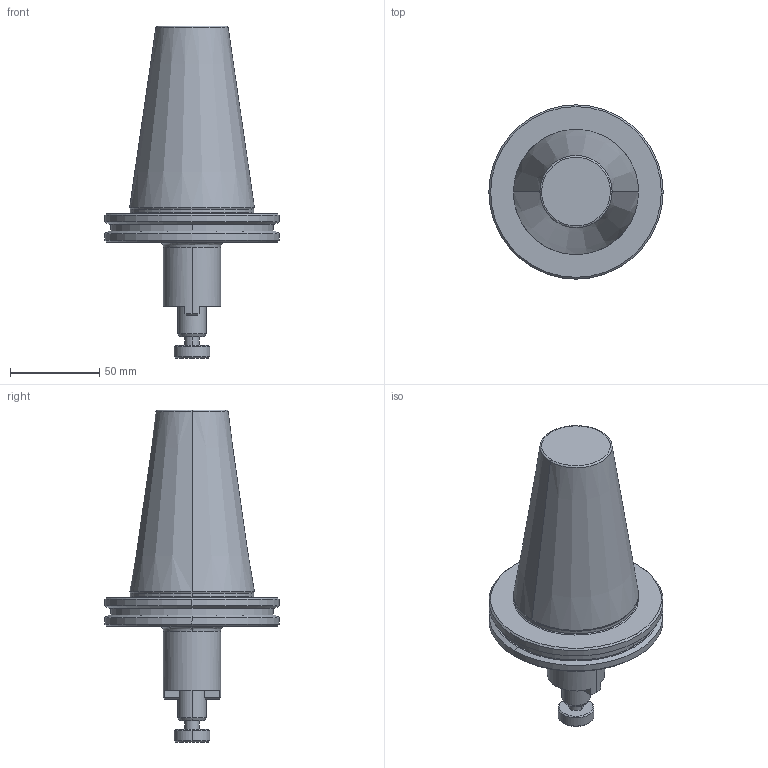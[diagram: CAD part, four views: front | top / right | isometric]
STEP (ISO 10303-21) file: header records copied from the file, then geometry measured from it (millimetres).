
FILE_DESCRIPTION (( 'STEP AP203' ), '1' );
FILE_NAME ('SK 50 CSMA16 055 AD-6.3G15000 SL SP.S.STEP', '2019-05-07T08:34:06', ( '' ), ( '' ), 'SwSTEP 2.0', 'SolidWorks 2014', '' );
FILE_SCHEMA (( 'CONFIG_CONTROL_DESIGN' ));
Length unit declared in the file: millimetre
Products named in the file (1): SK 50 CSMA16 055 AD-6.3G15000 SL SP.S
Bounding box: 97.5 x 97.5 x 185.75 mm (x, y, z)
Volume: 409040.8 mm3; surface area: 42086.5 mm2
Topology: 1 solids, 1 shells, 62 faces, 144 edges, 90 vertices
Faces by surface type: cone 20, plane 20, cylinder 16, bspline 6
Entity records: 2495 total; most frequent: CARTESIAN_POINT 1017, DIRECTION 308, ORIENTED_EDGE 288, EDGE_CURVE 144, AXIS2_PLACEMENT_3D 127, VERTEX_POINT 90, CIRCLE 70, EDGE_LOOP 68
